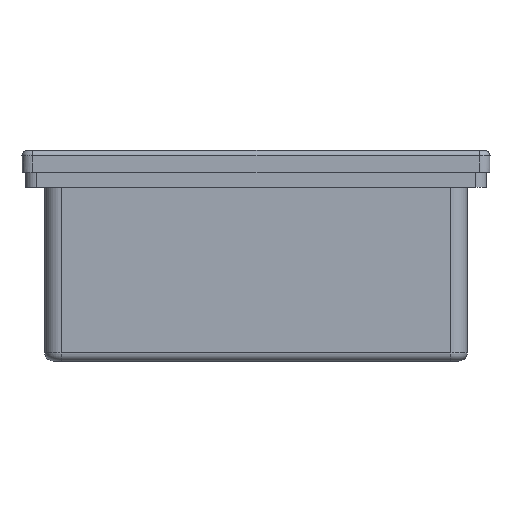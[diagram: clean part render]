
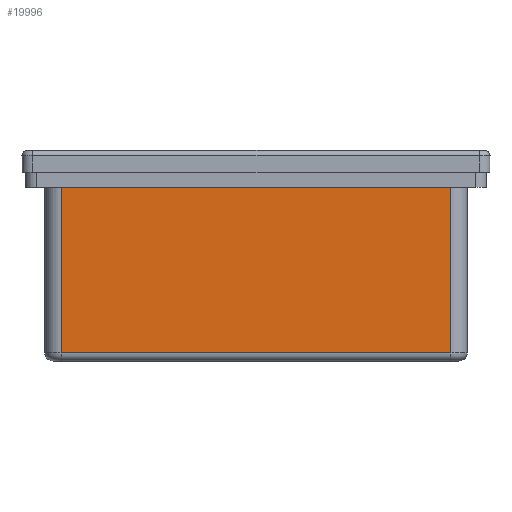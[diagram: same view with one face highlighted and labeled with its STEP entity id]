
A CAD part, left-side view. The second image highlights one B-rep face of the part: STEP entity #19996.
In plain terms, the highlighted face is planar.
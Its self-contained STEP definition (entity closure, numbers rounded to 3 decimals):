
#1265 = EDGE_LOOP ( 'NONE', ( #42713, #18476, #35665, #12028 ) ) ;
#5757 = EDGE_CURVE ( 'NONE', #45144, #26186, #50057, .T. ) ;
#9210 = VERTEX_POINT ( 'NONE', #39859 ) ;
#10530 = VERTEX_POINT ( 'NONE', #37306 ) ;
#12028 = ORIENTED_EDGE ( 'NONE', *, *, #25097, .F. ) ;
#12858 = VECTOR ( 'NONE', #38881, 1000. ) ;
#12895 = FACE_OUTER_BOUND ( 'NONE', #1265, .T. ) ;
#15907 = DIRECTION ( 'NONE',  ( 0., -1., 0. ) ) ;
#17123 = AXIS2_PLACEMENT_3D ( 'NONE', #31605, #25992, #20245 ) ;
#18476 = ORIENTED_EDGE ( 'NONE', *, *, #5757, .F. ) ;
#19996 = ADVANCED_FACE ( 'NONE', ( #12895 ), #37265, .F. ) ;
#20245 = DIRECTION ( 'NONE',  ( 0., 0., 1. ) ) ;
#21046 = CARTESIAN_POINT ( 'NONE',  ( 36.45, 6.8, 28.05 ) ) ;
#21630 = CARTESIAN_POINT ( 'NONE',  ( 36.45, 38.7, -43.55 ) ) ;
#25097 = EDGE_CURVE ( 'NONE', #10530, #9210, #38629, .T. ) ;
#25992 = DIRECTION ( 'NONE',  ( -1., 0., 0. ) ) ;
#26186 = VERTEX_POINT ( 'NONE', #40862 ) ;
#27324 = DIRECTION ( 'NONE',  ( 0., 0., -1. ) ) ;
#31605 = CARTESIAN_POINT ( 'NONE',  ( 36.45, 38.7, 28.05 ) ) ;
#32929 = CARTESIAN_POINT ( 'NONE',  ( 36.45, 37.2, 28.05 ) ) ;
#33875 = VECTOR ( 'NONE', #15907, 1000. ) ;
#35665 = ORIENTED_EDGE ( 'NONE', *, *, #42724, .F. ) ;
#36058 = DIRECTION ( 'NONE',  ( 0., 0., 1. ) ) ;
#37265 = PLANE ( 'NONE',  #17123 ) ;
#37306 = CARTESIAN_POINT ( 'NONE',  ( 36.45, 37.2, -43.55 ) ) ;
#38612 = LINE ( 'NONE', #32929, #46690 ) ;
#38629 = LINE ( 'NONE', #21630, #33875 ) ;
#38881 = DIRECTION ( 'NONE',  ( 0., 1., 0. ) ) ;
#39859 = CARTESIAN_POINT ( 'NONE',  ( 36.45, 6.8, -43.55 ) ) ;
#40862 = CARTESIAN_POINT ( 'NONE',  ( 36.45, 37.2, 28.05 ) ) ;
#41726 = CARTESIAN_POINT ( 'NONE',  ( 36.45, 6.8, 28.05 ) ) ;
#42713 = ORIENTED_EDGE ( 'NONE', *, *, #48025, .F. ) ;
#42724 = EDGE_CURVE ( 'NONE', #9210, #45144, #47305, .T. ) ;
#44494 = CARTESIAN_POINT ( 'NONE',  ( 36.45, 38.7, 28.05 ) ) ;
#45144 = VERTEX_POINT ( 'NONE', #21046 ) ;
#46690 = VECTOR ( 'NONE', #27324, 1000. ) ;
#47305 = LINE ( 'NONE', #41726, #51346 ) ;
#48025 = EDGE_CURVE ( 'NONE', #26186, #10530, #38612, .T. ) ;
#50057 = LINE ( 'NONE', #44494, #12858 ) ;
#51346 = VECTOR ( 'NONE', #36058, 1000. ) ;
